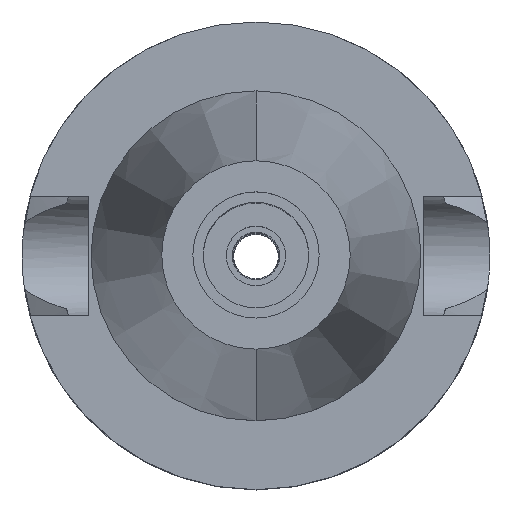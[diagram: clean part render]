
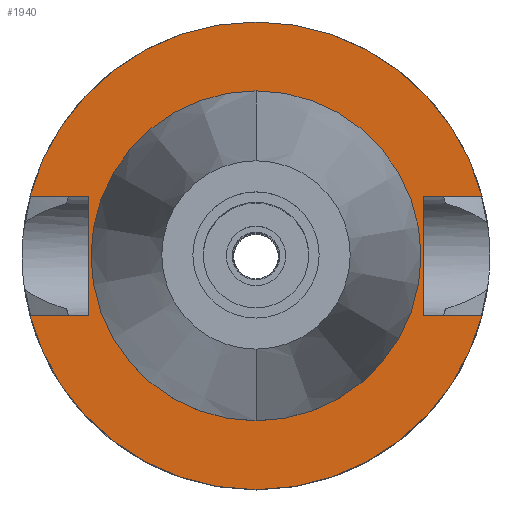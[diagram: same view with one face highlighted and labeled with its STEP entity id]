
A CAD part, top view. The second image highlights one B-rep face of the part: STEP entity #1940.
In plain terms, the highlighted planar face has unit normal (0, 0, 1).
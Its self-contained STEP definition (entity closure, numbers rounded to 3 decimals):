
#795=DIRECTION('',(1.,0.,0.));
#796=VECTOR('',#795,7.954);
#797=CARTESIAN_POINT('',(22.5,8.05,-2.));
#798=LINE('',#797,#796);
#842=DIRECTION('',(0.,1.,0.));
#843=VECTOR('',#842,16.1);
#844=CARTESIAN_POINT('',(-22.5,-8.05,-2.));
#845=LINE('',#844,#843);
#849=DIRECTION('',(-1.,0.,0.));
#850=VECTOR('',#849,7.954);
#851=CARTESIAN_POINT('',(-22.5,8.05,-2.));
#852=LINE('',#851,#850);
#856=CARTESIAN_POINT('',(0.,0.,-2.));
#857=DIRECTION('',(0.,0.,-1.));
#858=DIRECTION('',(-0.967,0.256,0.));
#859=AXIS2_PLACEMENT_3D('',#856,#857,#858);
#864=CARTESIAN_POINT('',(0.,0.,-2.));
#865=DIRECTION('',(0.,0.,-1.));
#866=DIRECTION('',(0.,1.,0.));
#867=AXIS2_PLACEMENT_3D('',#864,#865,#866);
#872=DIRECTION('',(0.,-1.,0.));
#873=VECTOR('',#872,16.1);
#874=CARTESIAN_POINT('',(22.5,8.05,-2.));
#875=LINE('',#874,#873);
#879=DIRECTION('',(1.,0.,0.));
#880=VECTOR('',#879,7.954);
#881=CARTESIAN_POINT('',(22.5,-8.05,-2.));
#882=LINE('',#881,#880);
#886=CARTESIAN_POINT('',(0.,0.,-2.));
#887=DIRECTION('',(0.,0.,-1.));
#888=DIRECTION('',(0.967,-0.256,0.));
#889=AXIS2_PLACEMENT_3D('',#886,#887,#888);
#894=CARTESIAN_POINT('',(0.,0.,-2.));
#895=DIRECTION('',(0.,0.,-1.));
#896=DIRECTION('',(0.,-1.,0.));
#897=AXIS2_PLACEMENT_3D('',#894,#895,#896);
#902=CARTESIAN_POINT('',(0.,0.,-2.));
#903=DIRECTION('',(0.,0.,1.));
#904=DIRECTION('',(0.,-1.,0.));
#905=AXIS2_PLACEMENT_3D('',#902,#903,#904);
#910=CARTESIAN_POINT('',(0.,0.,-2.));
#911=DIRECTION('',(0.,0.,1.));
#912=DIRECTION('',(0.,1.,0.));
#913=AXIS2_PLACEMENT_3D('',#910,#911,#912);
#948=DIRECTION('',(-1.,0.,0.));
#949=VECTOR('',#948,7.954);
#950=CARTESIAN_POINT('',(-22.5,-8.05,-2.));
#951=LINE('',#950,#949);
#1214=CARTESIAN_POINT('',(-22.5,-8.05,-2.));
#1215=VERTEX_POINT('',#1214);
#1216=CARTESIAN_POINT('',(-30.454,-8.05,-2.));
#1217=VERTEX_POINT('',#1216);
#1220=CARTESIAN_POINT('',(-22.5,8.05,-2.));
#1221=VERTEX_POINT('',#1220);
#1222=CARTESIAN_POINT('',(-30.454,8.05,-2.));
#1223=VERTEX_POINT('',#1222);
#1224=CARTESIAN_POINT('',(0.,31.5,-2.));
#1225=CARTESIAN_POINT('',(30.454,8.05,-2.));
#1226=VERTEX_POINT('',#1224);
#1227=VERTEX_POINT('',#1225);
#1228=CARTESIAN_POINT('',(22.5,8.05,-2.));
#1229=VERTEX_POINT('',#1228);
#1230=CARTESIAN_POINT('',(22.5,-8.05,-2.));
#1231=VERTEX_POINT('',#1230);
#1232=CARTESIAN_POINT('',(30.454,-8.05,-2.));
#1233=VERTEX_POINT('',#1232);
#1234=CARTESIAN_POINT('',(0.,-31.5,-2.));
#1235=VERTEX_POINT('',#1234);
#1236=CARTESIAN_POINT('',(0.,-22.225,-2.));
#1237=CARTESIAN_POINT('',(0.,22.225,-2.));
#1238=VERTEX_POINT('',#1236);
#1239=VERTEX_POINT('',#1237);
#1910=CARTESIAN_POINT('',(0.,0.,-2.));
#1911=DIRECTION('',(0.,0.,-1.));
#1912=DIRECTION('',(0.,-1.,0.));
#1913=AXIS2_PLACEMENT_3D('',#1910,#1911,#1912);
#1914=PLANE('',#1913);
#1916=ORIENTED_EDGE('',*,*,#1915,.T.);
#1917=ORIENTED_EDGE('',*,*,#1853,.T.);
#1919=ORIENTED_EDGE('',*,*,#1918,.T.);
#1921=ORIENTED_EDGE('',*,*,#1920,.T.);
#1922=ORIENTED_EDGE('',*,*,#1887,.F.);
#1923=ORIENTED_EDGE('',*,*,#1900,.T.);
#1925=ORIENTED_EDGE('',*,*,#1924,.T.);
#1927=ORIENTED_EDGE('',*,*,#1926,.T.);
#1929=ORIENTED_EDGE('',*,*,#1928,.T.);
#1931=ORIENTED_EDGE('',*,*,#1930,.F.);
#1932=EDGE_LOOP('',(#1916,#1917,#1919,#1921,#1922,#1923,#1925,#1927,#1929,
#1931));
#1933=FACE_OUTER_BOUND('',#1932,.F.);
#1935=ORIENTED_EDGE('',*,*,#1934,.T.);
#1937=ORIENTED_EDGE('',*,*,#1936,.T.);
#1938=EDGE_LOOP('',(#1935,#1937));
#1939=FACE_BOUND('',#1938,.F.);
#860=CIRCLE('',#859,31.5);
#868=CIRCLE('',#867,31.5);
#890=CIRCLE('',#889,31.5);
#898=CIRCLE('',#897,31.5);
#906=CIRCLE('',#905,22.225);
#914=CIRCLE('',#913,22.225);
#1853=EDGE_CURVE('',#1221,#1223,#852,.T.);
#1887=EDGE_CURVE('',#1229,#1227,#798,.T.);
#1900=EDGE_CURVE('',#1229,#1231,#875,.T.);
#1915=EDGE_CURVE('',#1215,#1221,#845,.T.);
#1918=EDGE_CURVE('',#1223,#1226,#860,.T.);
#1920=EDGE_CURVE('',#1226,#1227,#868,.T.);
#1924=EDGE_CURVE('',#1231,#1233,#882,.T.);
#1926=EDGE_CURVE('',#1233,#1235,#890,.T.);
#1928=EDGE_CURVE('',#1235,#1217,#898,.T.);
#1930=EDGE_CURVE('',#1215,#1217,#951,.T.);
#1934=EDGE_CURVE('',#1238,#1239,#906,.T.);
#1936=EDGE_CURVE('',#1239,#1238,#914,.T.);
#1940=ADVANCED_FACE('',(#1933,#1939),#1914,.F.);
